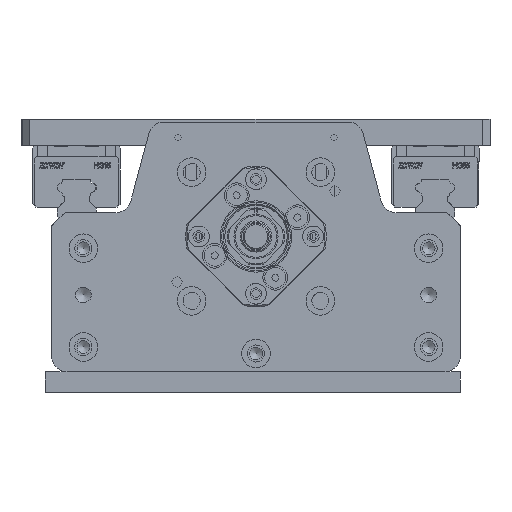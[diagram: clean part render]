
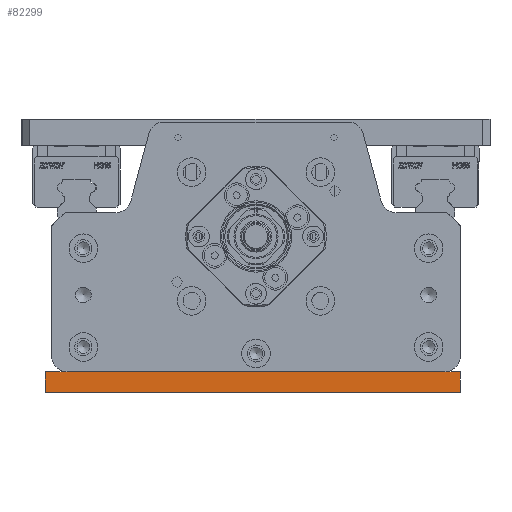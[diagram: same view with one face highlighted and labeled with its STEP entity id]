
A CAD part, front view. The second image highlights one B-rep face of the part: STEP entity #82299.
In plain terms, the highlighted planar face has unit normal (0, -1, 0).
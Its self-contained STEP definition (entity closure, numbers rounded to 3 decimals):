
#82121=CARTESIAN_POINT('',(37.994,-915.,34.532));
#82122=VERTEX_POINT('',#82121);
#82137=CARTESIAN_POINT('',(29.594,-915.,34.532));
#82138=VERTEX_POINT('',#82137);
#82145=CARTESIAN_POINT('',(29.594,-915.,34.532));
#82146=DIRECTION('',(1.0,0.0,0.0));
#82147=VECTOR('',#82146,8.4);
#82148=LINE('',#82145,#82147);
#82149=EDGE_CURVE('',#82138,#82122,#82148,.T.);
#82159=CARTESIAN_POINT('',(183.194,-915.,34.532));
#82160=VERTEX_POINT('',#82159);
#82167=CARTESIAN_POINT('',(189.194,-915.,34.532));
#82168=VERTEX_POINT('',#82167);
#82169=CARTESIAN_POINT('',(183.194,-915.,34.532));
#82170=DIRECTION('',(1.0,0.0,0.0));
#82171=VECTOR('',#82170,6.0);
#82172=LINE('',#82169,#82171);
#82173=EDGE_CURVE('',#82160,#82168,#82172,.T.);
#82205=CARTESIAN_POINT('',(29.594,-915.,26.532));
#82206=VERTEX_POINT('',#82205);
#82213=CARTESIAN_POINT('',(29.594,-915.,34.532));
#82214=DIRECTION('',(0.0,0.0,-1.0));
#82215=VECTOR('',#82214,8.);
#82216=LINE('',#82213,#82215);
#82217=EDGE_CURVE('',#82138,#82206,#82216,.T.);
#82236=CARTESIAN_POINT('',(189.194,-915.,26.532));
#82237=VERTEX_POINT('',#82236);
#82244=CARTESIAN_POINT('',(29.594,-915.,26.532));
#82245=DIRECTION('',(1.0,0.0,0.0));
#82246=VECTOR('',#82245,159.6);
#82247=LINE('',#82244,#82246);
#82248=EDGE_CURVE('',#82206,#82237,#82247,.T.);
#82276=CARTESIAN_POINT('',(24.194,-915.,24.532));
#82277=DIRECTION('',(0.0,-1.0,0.0));
#82278=DIRECTION('',(1.0,0.0,0.0));
#82279=AXIS2_PLACEMENT_3D('',#82276,#82277,#82278);
#82280=PLANE('',#82279);
#82281=ORIENTED_EDGE('',*,*,#82217,.T.);
#82282=ORIENTED_EDGE('',*,*,#82248,.T.);
#82283=CARTESIAN_POINT('',(189.194,-915.,26.532));
#82284=DIRECTION('',(0.0,0.0,1.0));
#82285=VECTOR('',#82284,8.);
#82286=LINE('',#82283,#82285);
#82287=EDGE_CURVE('',#82237,#82168,#82286,.T.);
#82288=ORIENTED_EDGE('',*,*,#82287,.T.);
#82289=ORIENTED_EDGE('',*,*,#82173,.F.);
#82290=CARTESIAN_POINT('',(37.994,-915.,34.532));
#82291=DIRECTION('',(1.0,0.0,0.0));
#82292=VECTOR('',#82291,145.2);
#82293=LINE('',#82290,#82292);
#82294=EDGE_CURVE('',#82122,#82160,#82293,.T.);
#82295=ORIENTED_EDGE('',*,*,#82294,.F.);
#82296=ORIENTED_EDGE('',*,*,#82149,.F.);
#82297=EDGE_LOOP('',(#82281,#82282,#82288,#82289,#82295,#82296));
#82298=FACE_OUTER_BOUND('',#82297,.T.);
#82299=ADVANCED_FACE('',(#82298),#82280,.T.);
